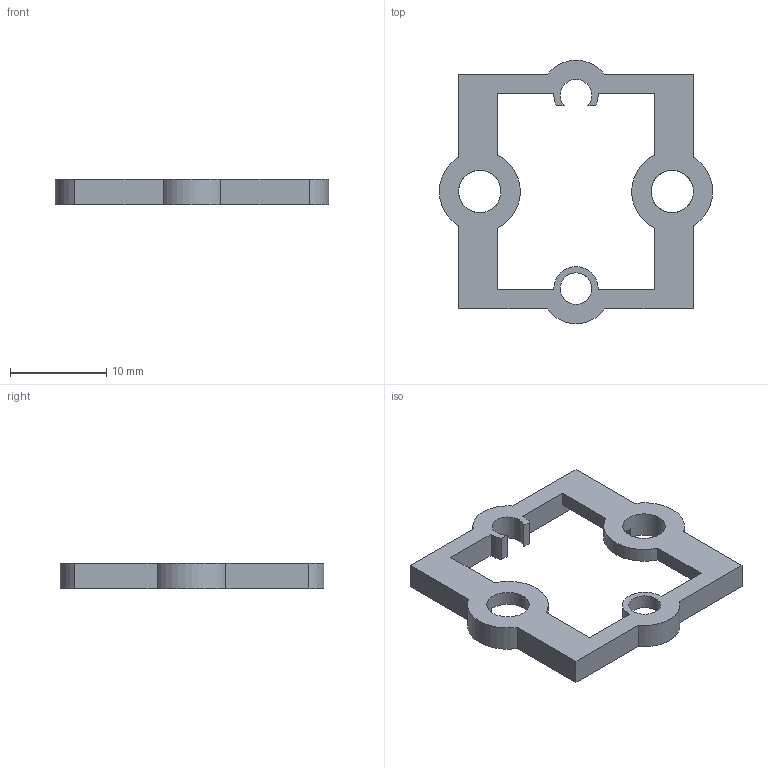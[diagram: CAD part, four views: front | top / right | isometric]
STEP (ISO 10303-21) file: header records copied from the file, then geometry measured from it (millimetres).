
FILE_DESCRIPTION(/* description */ (''),/* implementation_level */ '2;1');
FILE_NAME(/* name */ 'IR_sensor_center_mount_adapter.step',/* time_stamp */ '2023-06-02T22:18:04+02:00',/* author */ (''),/* organization */ (''),/* preprocessor_version */ 'ST-DEVELOPER v19.2',/* originating_system */ 'Autodesk Translation Framework v12.4.0.73',/* authorisation */ '');
FILE_SCHEMA (('AUTOMOTIVE_DESIGN { 1 0 10303 214 3 1 1 }'));
Length unit declared in the file: millimetre
Products named in the file (1): IR_sensor_center_mount_plate
Bounding box: 28.4 x 27.37 x 2.7 mm (x, y, z)
Volume: 662.4 mm3; surface area: 1153.4 mm2
Topology: 1 solids, 1 shells, 40 faces, 123 edges, 82 vertices
Faces by surface type: plane 27, cylinder 13
Full cylindrical faces by diameter (mm): 3.3 x1, 4.4 x2
Entity records: 1428 total; most frequent: ORIENTED_EDGE 246, CARTESIAN_POINT 246, DIRECTION 237, EDGE_CURVE 123, LINE 91, VECTOR 91, VERTEX_POINT 82, AXIS2_PLACEMENT_3D 73
